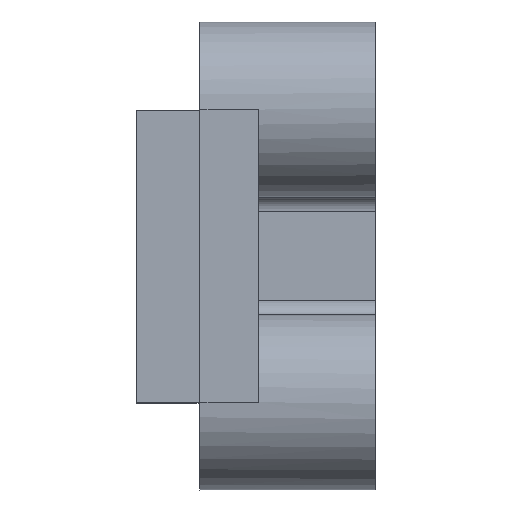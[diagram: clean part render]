
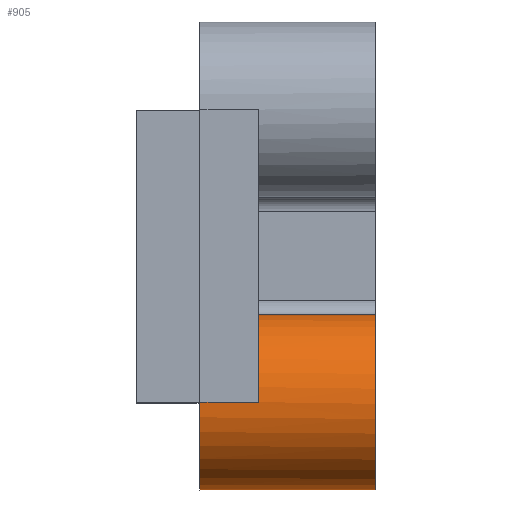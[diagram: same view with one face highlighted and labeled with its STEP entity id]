
A CAD part, top view. The second image highlights one B-rep face of the part: STEP entity #905.
In plain terms, the highlighted cylindrical face has radius 18 mm (diameter 36 mm), a partial arc.
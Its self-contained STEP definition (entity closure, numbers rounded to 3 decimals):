
#456 = PLANE('',#457);
#457 = AXIS2_PLACEMENT_3D('',#458,#459,#460);
#458 = CARTESIAN_POINT('',(0.,-60.,0.));
#459 = DIRECTION('',(0.,1.,0.));
#460 = DIRECTION('',(0.,0.,1.));
#629 = VERTEX_POINT('',#630);
#630 = CARTESIAN_POINT('',(36.,-60.,72.));
#651 = EDGE_CURVE('',#629,#652,#654,.T.);
#652 = VERTEX_POINT('',#653);
#653 = CARTESIAN_POINT('',(0.,-60.,72.));
#654 = SURFACE_CURVE('',#655,(#659,#666),.PCURVE_S1.);
#655 = LINE('',#656,#657);
#656 = CARTESIAN_POINT('',(18.,-60.,72.));
#657 = VECTOR('',#658,1.);
#658 = DIRECTION('',(-1.,0.,0.));
#659 = PCURVE('',#456,#660);
#660 = DEFINITIONAL_REPRESENTATION('',(#661),#665);
#661 = LINE('',#662,#663);
#662 = CARTESIAN_POINT('',(72.,18.));
#663 = VECTOR('',#664,1.);
#664 = DIRECTION('',(0.,-1.));
#665 = ( GEOMETRIC_REPRESENTATION_CONTEXT(2) 
PARAMETRIC_REPRESENTATION_CONTEXT() REPRESENTATION_CONTEXT('2D SPACE',''
  ) );
#666 = PCURVE('',#667,#672);
#667 = CYLINDRICAL_SURFACE('',#668,18.);
#668 = AXIS2_PLACEMENT_3D('',#669,#670,#671);
#669 = CARTESIAN_POINT('',(10.84,-60.,90.));
#670 = DIRECTION('',(1.,0.,0.));
#671 = DIRECTION('',(0.,0.99,-0.143));
#672 = DEFINITIONAL_REPRESENTATION('',(#673),#677);
#673 = LINE('',#674,#675);
#674 = CARTESIAN_POINT('',(4.856,7.16));
#675 = VECTOR('',#676,1.);
#676 = DIRECTION('',(0.,-1.));
#677 = ( GEOMETRIC_REPRESENTATION_CONTEXT(2) 
PARAMETRIC_REPRESENTATION_CONTEXT() REPRESENTATION_CONTEXT('2D SPACE',''
  ) );
#695 = PLANE('',#696);
#696 = AXIS2_PLACEMENT_3D('',#697,#698,#699);
#697 = CARTESIAN_POINT('',(0.,0.,0.));
#698 = DIRECTION('',(1.,0.,0.));
#699 = DIRECTION('',(0.,0.,1.));
#905 = ADVANCED_FACE('',(#906),#667,.T.);
#906 = FACE_BOUND('',#907,.T.);
#907 = EDGE_LOOP('',(#908,#938,#960,#961,#990,#1018));
#908 = ORIENTED_EDGE('',*,*,#909,.F.);
#909 = EDGE_CURVE('',#910,#912,#914,.T.);
#910 = VERTEX_POINT('',#911);
#911 = CARTESIAN_POINT('',(0.,-60.,108.));
#912 = VERTEX_POINT('',#913);
#913 = CARTESIAN_POINT('',(12.,-60.,108.));
#914 = SURFACE_CURVE('',#915,(#919,#926),.PCURVE_S1.);
#915 = LINE('',#916,#917);
#916 = CARTESIAN_POINT('',(10.84,-60.,108.));
#917 = VECTOR('',#918,1.);
#918 = DIRECTION('',(1.,0.,0.));
#919 = PCURVE('',#667,#920);
#920 = DEFINITIONAL_REPRESENTATION('',(#921),#925);
#921 = LINE('',#922,#923);
#922 = CARTESIAN_POINT('',(1.714,0.));
#923 = VECTOR('',#924,1.);
#924 = DIRECTION('',(0.,1.));
#925 = ( GEOMETRIC_REPRESENTATION_CONTEXT(2) 
PARAMETRIC_REPRESENTATION_CONTEXT() REPRESENTATION_CONTEXT('2D SPACE',''
  ) );
#926 = PCURVE('',#927,#932);
#927 = PLANE('',#928);
#928 = AXIS2_PLACEMENT_3D('',#929,#930,#931);
#929 = CARTESIAN_POINT('',(0.,-60.,108.));
#930 = DIRECTION('',(0.,0.,-1.));
#931 = DIRECTION('',(0.,1.,0.));
#932 = DEFINITIONAL_REPRESENTATION('',(#933),#937);
#933 = LINE('',#934,#935);
#934 = CARTESIAN_POINT('',(0.,10.84));
#935 = VECTOR('',#936,1.);
#936 = DIRECTION('',(0.,1.));
#937 = ( GEOMETRIC_REPRESENTATION_CONTEXT(2) 
PARAMETRIC_REPRESENTATION_CONTEXT() REPRESENTATION_CONTEXT('2D SPACE',''
  ) );
#938 = ORIENTED_EDGE('',*,*,#939,.T.);
#939 = EDGE_CURVE('',#910,#652,#940,.T.);
#940 = SURFACE_CURVE('',#941,(#946,#953),.PCURVE_S1.);
#941 = CIRCLE('',#942,18.);
#942 = AXIS2_PLACEMENT_3D('',#943,#944,#945);
#943 = CARTESIAN_POINT('',(0.,-60.,90.));
#944 = DIRECTION('',(1.,0.,-0.));
#945 = DIRECTION('',(0.,0.,1.));
#946 = PCURVE('',#667,#947);
#947 = DEFINITIONAL_REPRESENTATION('',(#948),#952);
#948 = LINE('',#949,#950);
#949 = CARTESIAN_POINT('',(1.714,-10.84));
#950 = VECTOR('',#951,1.);
#951 = DIRECTION('',(1.,0.));
#952 = ( GEOMETRIC_REPRESENTATION_CONTEXT(2) 
PARAMETRIC_REPRESENTATION_CONTEXT() REPRESENTATION_CONTEXT('2D SPACE',''
  ) );
#953 = PCURVE('',#695,#954);
#954 = DEFINITIONAL_REPRESENTATION('',(#955),#959);
#955 = CIRCLE('',#956,18.);
#956 = AXIS2_PLACEMENT_2D('',#957,#958);
#957 = CARTESIAN_POINT('',(90.,60.));
#958 = DIRECTION('',(1.,0.));
#959 = ( GEOMETRIC_REPRESENTATION_CONTEXT(2) 
PARAMETRIC_REPRESENTATION_CONTEXT() REPRESENTATION_CONTEXT('2D SPACE',''
  ) );
#960 = ORIENTED_EDGE('',*,*,#651,.F.);
#961 = ORIENTED_EDGE('',*,*,#962,.F.);
#962 = EDGE_CURVE('',#963,#629,#965,.T.);
#963 = VERTEX_POINT('',#964);
#964 = CARTESIAN_POINT('',(36.,-42.185,87.429));
#965 = SURFACE_CURVE('',#966,(#971,#978),.PCURVE_S1.);
#966 = CIRCLE('',#967,18.);
#967 = AXIS2_PLACEMENT_3D('',#968,#969,#970);
#968 = CARTESIAN_POINT('',(36.,-60.,90.));
#969 = DIRECTION('',(1.,0.,-0.));
#970 = DIRECTION('',(0.,0.,1.));
#971 = PCURVE('',#667,#972);
#972 = DEFINITIONAL_REPRESENTATION('',(#973),#977);
#973 = LINE('',#974,#975);
#974 = CARTESIAN_POINT('',(-4.569,25.16));
#975 = VECTOR('',#976,1.);
#976 = DIRECTION('',(1.,0.));
#977 = ( GEOMETRIC_REPRESENTATION_CONTEXT(2) 
PARAMETRIC_REPRESENTATION_CONTEXT() REPRESENTATION_CONTEXT('2D SPACE',''
  ) );
#978 = PCURVE('',#979,#984);
#979 = PLANE('',#980);
#980 = AXIS2_PLACEMENT_3D('',#981,#982,#983);
#981 = CARTESIAN_POINT('',(36.,0.,0.));
#982 = DIRECTION('',(1.,0.,0.));
#983 = DIRECTION('',(0.,1.,0.));
#984 = DEFINITIONAL_REPRESENTATION('',(#985),#989);
#985 = CIRCLE('',#986,18.);
#986 = AXIS2_PLACEMENT_2D('',#987,#988);
#987 = CARTESIAN_POINT('',(-60.,90.));
#988 = DIRECTION('',(0.,1.));
#989 = ( GEOMETRIC_REPRESENTATION_CONTEXT(2) 
PARAMETRIC_REPRESENTATION_CONTEXT() REPRESENTATION_CONTEXT('2D SPACE',''
  ) );
#990 = ORIENTED_EDGE('',*,*,#991,.F.);
#991 = EDGE_CURVE('',#992,#963,#994,.T.);
#992 = VERTEX_POINT('',#993);
#993 = CARTESIAN_POINT('',(12.,-42.185,87.429));
#994 = SURFACE_CURVE('',#995,(#999,#1006),.PCURVE_S1.);
#995 = LINE('',#996,#997);
#996 = CARTESIAN_POINT('',(10.84,-42.185,87.429));
#997 = VECTOR('',#998,1.);
#998 = DIRECTION('',(1.,0.,0.));
#999 = PCURVE('',#667,#1000);
#1000 = DEFINITIONAL_REPRESENTATION('',(#1001),#1005);
#1001 = LINE('',#1002,#1003);
#1002 = CARTESIAN_POINT('',(0.,0.));
#1003 = VECTOR('',#1004,1.);
#1004 = DIRECTION('',(0.,1.));
#1005 = ( GEOMETRIC_REPRESENTATION_CONTEXT(2) 
PARAMETRIC_REPRESENTATION_CONTEXT() REPRESENTATION_CONTEXT('2D SPACE',''
  ) );
#1006 = PCURVE('',#1007,#1012);
#1007 = CYLINDRICAL_SURFACE('',#1008,3.);
#1008 = AXIS2_PLACEMENT_3D('',#1009,#1010,#1011);
#1009 = CARTESIAN_POINT('',(10.84,-39.215,87.));
#1010 = DIRECTION('',(1.,0.,0.));
#1011 = DIRECTION('',(0.,-0.99,0.143));
#1012 = DEFINITIONAL_REPRESENTATION('',(#1013),#1017);
#1013 = LINE('',#1014,#1015);
#1014 = CARTESIAN_POINT('',(0.,0.));
#1015 = VECTOR('',#1016,1.);
#1016 = DIRECTION('',(0.,1.));
#1017 = ( GEOMETRIC_REPRESENTATION_CONTEXT(2) 
PARAMETRIC_REPRESENTATION_CONTEXT() REPRESENTATION_CONTEXT('2D SPACE',''
  ) );
#1018 = ORIENTED_EDGE('',*,*,#1019,.T.);
#1019 = EDGE_CURVE('',#992,#912,#1020,.T.);
#1020 = SURFACE_CURVE('',#1021,(#1026,#1033),.PCURVE_S1.);
#1021 = CIRCLE('',#1022,18.);
#1022 = AXIS2_PLACEMENT_3D('',#1023,#1024,#1025);
#1023 = CARTESIAN_POINT('',(12.,-60.,90.));
#1024 = DIRECTION('',(1.,0.,-0.));
#1025 = DIRECTION('',(0.,0.,1.));
#1026 = PCURVE('',#667,#1027);
#1027 = DEFINITIONAL_REPRESENTATION('',(#1028),#1032);
#1028 = LINE('',#1029,#1030);
#1029 = CARTESIAN_POINT('',(-4.569,1.16));
#1030 = VECTOR('',#1031,1.);
#1031 = DIRECTION('',(1.,0.));
#1032 = ( GEOMETRIC_REPRESENTATION_CONTEXT(2) 
PARAMETRIC_REPRESENTATION_CONTEXT() REPRESENTATION_CONTEXT('2D SPACE',''
  ) );
#1033 = PCURVE('',#1034,#1039);
#1034 = PLANE('',#1035);
#1035 = AXIS2_PLACEMENT_3D('',#1036,#1037,#1038);
#1036 = CARTESIAN_POINT('',(12.,0.,72.));
#1037 = DIRECTION('',(-1.,0.,0.));
#1038 = DIRECTION('',(0.,0.,-1.));
#1039 = DEFINITIONAL_REPRESENTATION('',(#1040),#1048);
#1040 = ( BOUNDED_CURVE() B_SPLINE_CURVE(2,(#1041,#1042,#1043,#1044,
#1045,#1046,#1047),.UNSPECIFIED.,.T.,.F.) B_SPLINE_CURVE_WITH_KNOTS((1,2
    ,2,2,2,1),(-2.094,0.,2.094,4.189,
6.283,8.378),.UNSPECIFIED.) CURVE() 
GEOMETRIC_REPRESENTATION_ITEM() RATIONAL_B_SPLINE_CURVE((1.,0.5,1.,0.5,
1.,0.5,1.)) REPRESENTATION_ITEM('') );
#1041 = CARTESIAN_POINT('',(-36.,60.));
#1042 = CARTESIAN_POINT('',(-36.,91.177));
#1043 = CARTESIAN_POINT('',(-9.,75.588));
#1044 = CARTESIAN_POINT('',(18.,60.));
#1045 = CARTESIAN_POINT('',(-9.,44.412));
#1046 = CARTESIAN_POINT('',(-36.,28.823));
#1047 = CARTESIAN_POINT('',(-36.,60.));
#1048 = ( GEOMETRIC_REPRESENTATION_CONTEXT(2) 
PARAMETRIC_REPRESENTATION_CONTEXT() REPRESENTATION_CONTEXT('2D SPACE',''
  ) );
